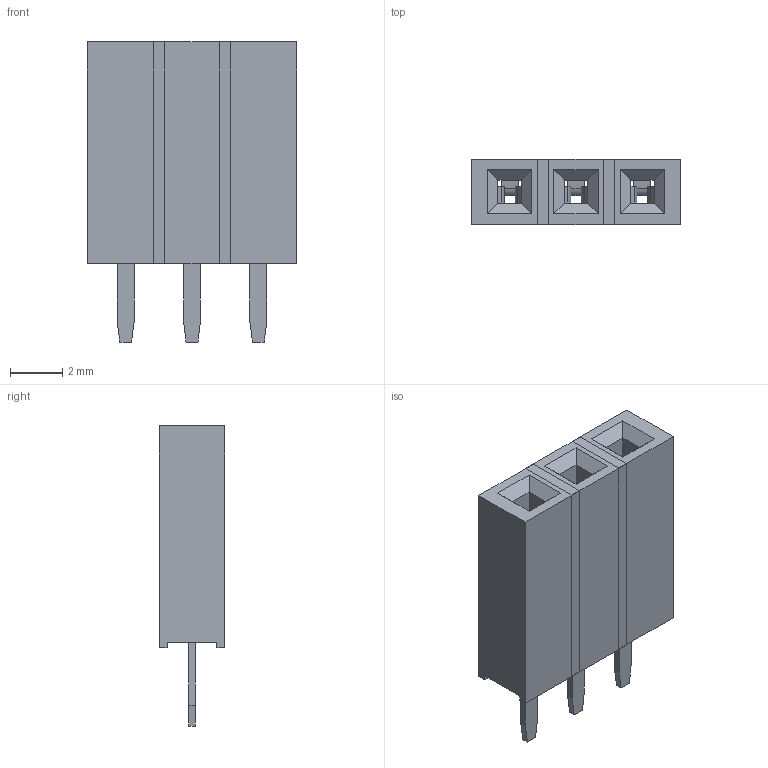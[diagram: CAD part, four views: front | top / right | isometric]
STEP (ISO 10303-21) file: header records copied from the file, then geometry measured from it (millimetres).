
FILE_DESCRIPTION(/* description */ (''),/* implementation_level */ '2;1');
FILE_NAME(/* name */ 'M20-7820342.step',/* time_stamp */ '2022-09-20T16:57:01+01:00',/* author */ (''),/* organization */ (''),/* preprocessor_version */ 'ST-DEVELOPER v19',/* originating_system */ 'Autodesk Translation Framework v11.7.0.108',/* authorisation */ '');
FILE_SCHEMA (('AUTOMOTIVE_DESIGN { 1 0 10303 214 3 1 1 }'));
Length unit declared in the file: millimetre
Products named in the file (2): HARWIN M20-782xx42; M20-78204_MOULD
Assembly tree (3 placements, depth 2):
  HARWIN M20-782xx42
    M20-78204_MOULD  x3
Bounding box: 8.02 x 2.5 x 11.5 mm (x, y, z)
Volume: 143.3 mm3; surface area: 534.8 mm2
Topology: 3 solids, 3 shells, 330 faces, 903 edges, 576 vertices
Faces by surface type: plane 264, cylinder 66
Entity records: 3553 total; most frequent: CARTESIAN_POINT 608, ORIENTED_EDGE 602, DIRECTION 575, EDGE_CURVE 301, LINE 257, VECTOR 257, VERTEX_POINT 192, AXIS2_PLACEMENT_3D 159
